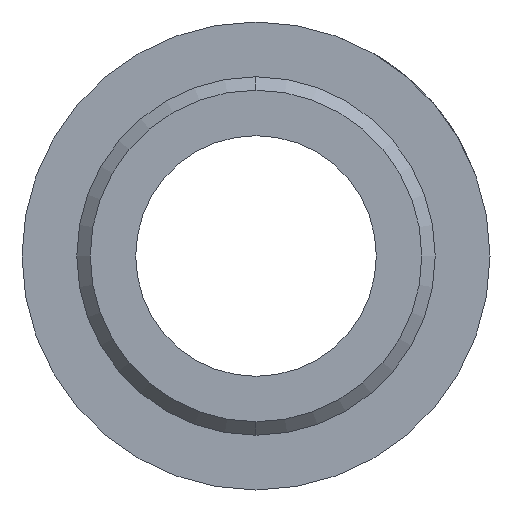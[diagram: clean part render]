
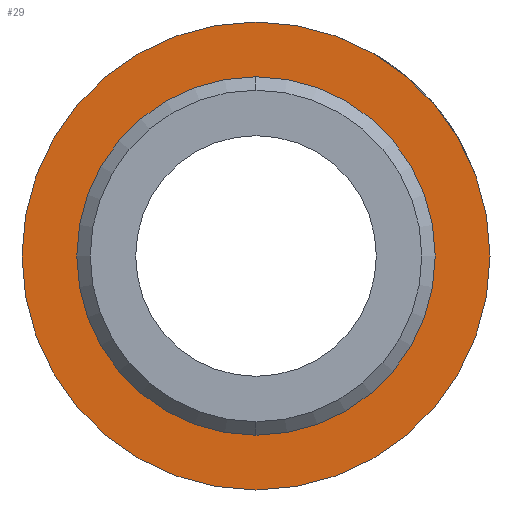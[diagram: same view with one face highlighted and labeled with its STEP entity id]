
A CAD part, left-side view. The second image highlights one B-rep face of the part: STEP entity #29.
In plain terms, the highlighted planar face has unit normal (-1, 0, 0).
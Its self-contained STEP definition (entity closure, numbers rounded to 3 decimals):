
#21 = VERTEX_POINT ( 'NONE', #1454 ) ;
#29 = ADVANCED_FACE ( 'NONE', ( #5225, #1053 ), #667, .T. ) ;
#30 = AXIS2_PLACEMENT_3D ( 'NONE', #2026, #2914, #5801 ) ;
#88 = CARTESIAN_POINT ( 'NONE',  ( 21., 0., 8.75 ) ) ;
#151 = EDGE_CURVE ( 'NONE', #3664, #2620, #4671, .T. ) ;
#385 = DIRECTION ( 'NONE',  ( -1., 0., 0. ) ) ;
#430 = CARTESIAN_POINT ( 'NONE',  ( 21., 0., 0. ) ) ;
#534 = CARTESIAN_POINT ( 'NONE',  ( 21., 0., -6.7 ) ) ;
#601 = VERTEX_POINT ( 'NONE', #88 ) ;
#645 = ORIENTED_EDGE ( 'NONE', *, *, #1476, .T. ) ;
#667 = PLANE ( 'NONE',  #30 ) ;
#1053 = FACE_BOUND ( 'NONE', #2912, .T. ) ;
#1454 = CARTESIAN_POINT ( 'NONE',  ( 21., 0., -8.75 ) ) ;
#1476 = EDGE_CURVE ( 'NONE', #21, #601, #4004, .T. ) ;
#1639 = ORIENTED_EDGE ( 'NONE', *, *, #151, .F. ) ;
#1676 = CARTESIAN_POINT ( 'NONE',  ( 21., 0., 6.7 ) ) ;
#1974 = EDGE_CURVE ( 'NONE', #601, #21, #4580, .T. ) ;
#2026 = CARTESIAN_POINT ( 'NONE',  ( 21., 6.7, 0. ) ) ;
#2126 = DIRECTION ( 'NONE',  ( 0., 0., 1. ) ) ;
#2304 = DIRECTION ( 'NONE',  ( -1., 0., 0. ) ) ;
#2325 = CARTESIAN_POINT ( 'NONE',  ( 21., 0., 0. ) ) ;
#2337 = AXIS2_PLACEMENT_3D ( 'NONE', #2325, #4164, #5972 ) ;
#2351 = CIRCLE ( 'NONE', #4680, 6.7 ) ;
#2585 = DIRECTION ( 'NONE',  ( -1., 0., 0. ) ) ;
#2620 = VERTEX_POINT ( 'NONE', #534 ) ;
#2912 = EDGE_LOOP ( 'NONE', ( #1639, #4151 ) ) ;
#2914 = DIRECTION ( 'NONE',  ( -1., 0., 0. ) ) ;
#3088 = ORIENTED_EDGE ( 'NONE', *, *, #1974, .T. ) ;
#3212 = CARTESIAN_POINT ( 'NONE',  ( 21., 0., 0. ) ) ;
#3403 = AXIS2_PLACEMENT_3D ( 'NONE', #4377, #2585, #2126 ) ;
#3664 = VERTEX_POINT ( 'NONE', #1676 ) ;
#3677 = DIRECTION ( 'NONE',  ( 0., 0., 1. ) ) ;
#4004 = CIRCLE ( 'NONE', #2337, 8.75 ) ;
#4151 = ORIENTED_EDGE ( 'NONE', *, *, #4508, .F. ) ;
#4164 = DIRECTION ( 'NONE',  ( -1., 0., 0. ) ) ;
#4234 = DIRECTION ( 'NONE',  ( 0., 0., 1. ) ) ;
#4377 = CARTESIAN_POINT ( 'NONE',  ( 21., 0., 0. ) ) ;
#4508 = EDGE_CURVE ( 'NONE', #2620, #3664, #2351, .T. ) ;
#4580 = CIRCLE ( 'NONE', #5457, 8.75 ) ;
#4671 = CIRCLE ( 'NONE', #3403, 6.7 ) ;
#4680 = AXIS2_PLACEMENT_3D ( 'NONE', #3212, #385, #3677 ) ;
#5225 = FACE_OUTER_BOUND ( 'NONE', #5480, .T. ) ;
#5457 = AXIS2_PLACEMENT_3D ( 'NONE', #430, #2304, #4234 ) ;
#5480 = EDGE_LOOP ( 'NONE', ( #3088, #645 ) ) ;
#5801 = DIRECTION ( 'NONE',  ( 0., 0., 1. ) ) ;
#5972 = DIRECTION ( 'NONE',  ( 0., 0., 1. ) ) ;
